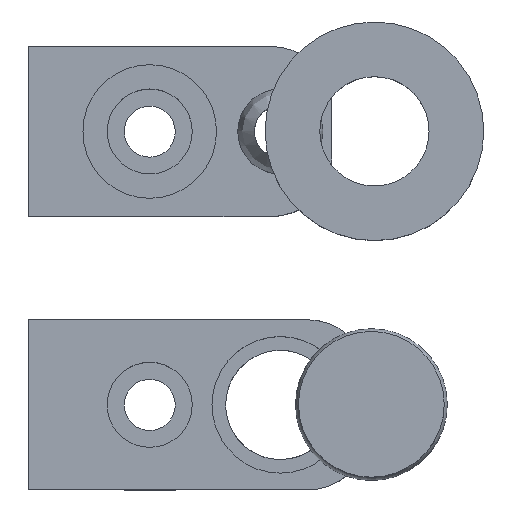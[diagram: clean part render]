
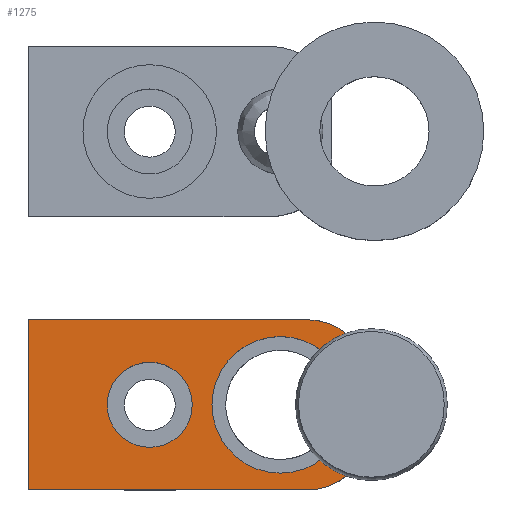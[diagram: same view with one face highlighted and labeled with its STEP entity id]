
A CAD part, top view. The second image highlights one B-rep face of the part: STEP entity #1275.
In plain terms, the highlighted face is planar.
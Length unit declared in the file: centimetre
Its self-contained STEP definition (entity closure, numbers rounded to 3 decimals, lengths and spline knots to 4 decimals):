
#55=LINE('',#1985,#150);
#62=LINE('',#2008,#157);
#63=LINE('',#2010,#158);
#64=LINE('',#2011,#159);
#150=VECTOR('',#1588,0.8);
#157=VECTOR('',#1611,4.6);
#158=VECTOR('',#1612,2.8);
#159=VECTOR('',#1613,4.6);
#304=FACE_BOUND('',#459,.T.);
#305=FACE_BOUND('',#460,.T.);
#360=FACE_OUTER_BOUND('',#458,.T.);
#458=EDGE_LOOP('',(#945,#946,#947,#948,#949,#950));
#459=EDGE_LOOP('',(#951));
#460=EDGE_LOOP('',(#952));
#569=CIRCLE('',#1379,1.);
#572=CIRCLE('',#1389,1.);
#573=CIRCLE('',#1391,0.7);
#574=CIRCLE('',#1392,1.125);
#627=VERTEX_POINT('',#1970);
#628=VERTEX_POINT('',#1971);
#633=VERTEX_POINT('',#1983);
#640=VERTEX_POINT('',#2003);
#641=VERTEX_POINT('',#2007);
#642=VERTEX_POINT('',#2009);
#643=VERTEX_POINT('',#2012);
#644=VERTEX_POINT('',#2014);
#746=EDGE_CURVE('',#627,#628,#569,.T.);
#753=EDGE_CURVE('',#627,#633,#55,.T.);
#763=EDGE_CURVE('',#640,#633,#572,.T.);
#764=EDGE_CURVE('',#640,#641,#62,.T.);
#765=EDGE_CURVE('',#642,#641,#63,.T.);
#766=EDGE_CURVE('',#642,#628,#64,.T.);
#767=EDGE_CURVE('',#643,#643,#573,.T.);
#768=EDGE_CURVE('',#644,#644,#574,.T.);
#945=ORIENTED_EDGE('',*,*,#746,.F.);
#946=ORIENTED_EDGE('',*,*,#753,.T.);
#947=ORIENTED_EDGE('',*,*,#763,.F.);
#948=ORIENTED_EDGE('',*,*,#764,.T.);
#949=ORIENTED_EDGE('',*,*,#765,.F.);
#950=ORIENTED_EDGE('',*,*,#766,.T.);
#951=ORIENTED_EDGE('',*,*,#767,.T.);
#952=ORIENTED_EDGE('',*,*,#768,.T.);
#1212=PLANE('',#1390);
#1275=ADVANCED_FACE('',(#360,#304,#305),#1212,.T.);
#1379=AXIS2_PLACEMENT_3D('',#1972,#1576,#1577);
#1389=AXIS2_PLACEMENT_3D('',#2005,#1607,#1608);
#1390=AXIS2_PLACEMENT_3D('',#2006,#1609,#1610);
#1391=AXIS2_PLACEMENT_3D('',#2013,#1614,#1615);
#1392=AXIS2_PLACEMENT_3D('',#2015,#1616,#1617);
#1576=DIRECTION('center_axis',(-1.,0.,0.));
#1577=DIRECTION('ref_axis',(0.,-0.707,-0.707));
#1588=DIRECTION('',(0.,1.,0.));
#1607=DIRECTION('center_axis',(-1.,0.,0.));
#1608=DIRECTION('ref_axis',(0.,0.707,-0.707));
#1609=DIRECTION('center_axis',(1.,0.,0.));
#1610=DIRECTION('ref_axis',(0.,0.,-1.));
#1611=DIRECTION('',(0.,0.,1.));
#1612=DIRECTION('',(0.,1.,0.));
#1613=DIRECTION('',(0.,0.,-1.));
#1614=DIRECTION('center_axis',(-1.,0.,0.));
#1615=DIRECTION('ref_axis',(0.,0.,-1.));
#1616=DIRECTION('center_axis',(-1.,0.,0.));
#1617=DIRECTION('ref_axis',(0.,0.,-1.));
#1970=CARTESIAN_POINT('',(6.6,-8.1,-1.7));
#1971=CARTESIAN_POINT('',(6.6,-9.1,-0.7));
#1972=CARTESIAN_POINT('Origin',(6.6,-8.1,-0.7));
#1983=CARTESIAN_POINT('',(6.6,-7.3,-1.7));
#1985=CARTESIAN_POINT('',(6.6,-8.85,-1.7));
#2003=CARTESIAN_POINT('',(6.6,-6.3,-0.7));
#2005=CARTESIAN_POINT('Origin',(6.6,-7.3,-0.7));
#2006=CARTESIAN_POINT('Origin',(6.6,-7.7,0.4));
#2007=CARTESIAN_POINT('',(6.6,-6.3,3.9));
#2008=CARTESIAN_POINT('',(6.6,-6.3,-0.1));
#2009=CARTESIAN_POINT('',(6.6,-9.1,3.9));
#2010=CARTESIAN_POINT('',(6.6,-9.1,3.9));
#2011=CARTESIAN_POINT('',(6.6,-9.1,0.2));
#2012=CARTESIAN_POINT('',(6.6,-7.7,2.6));
#2013=CARTESIAN_POINT('Origin',(6.6,-7.7,1.9));
#2014=CARTESIAN_POINT('',(6.6,-7.7,0.875));
#2015=CARTESIAN_POINT('Origin',(6.6,-7.7,-0.25));
